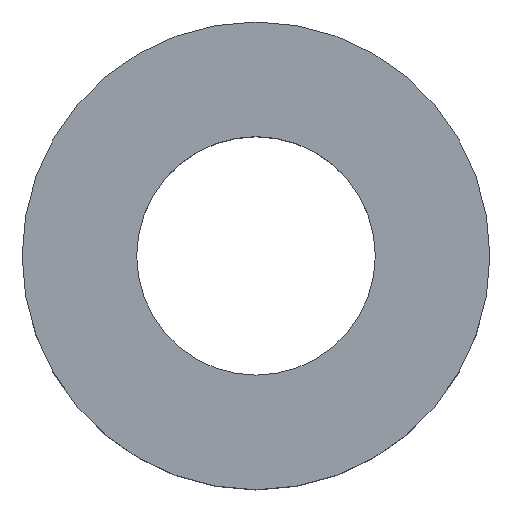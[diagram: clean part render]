
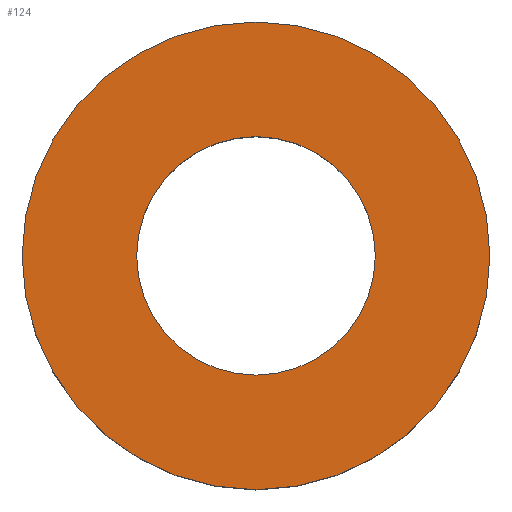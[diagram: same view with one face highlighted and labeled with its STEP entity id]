
A CAD part, top view. The second image highlights one B-rep face of the part: STEP entity #124.
In plain terms, the highlighted planar face has unit normal (0, 0, 1).
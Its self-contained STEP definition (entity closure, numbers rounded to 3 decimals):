
#2 = DIRECTION ( 'NONE',  ( 0., 0., 1. ) ) ;
#9 = CARTESIAN_POINT ( 'NONE',  ( 0., 0., 3.17 ) ) ;
#20 = VERTEX_POINT ( 'NONE', #248 ) ;
#21 = EDGE_LOOP ( 'NONE', ( #75, #173 ) ) ;
#34 = EDGE_CURVE ( 'NONE', #79, #38, #155, .T. ) ;
#37 = AXIS2_PLACEMENT_3D ( 'NONE', #9, #2, #121 ) ;
#38 = VERTEX_POINT ( 'NONE', #156 ) ;
#40 = ORIENTED_EDGE ( 'NONE', *, *, #133, .F. ) ;
#42 = CARTESIAN_POINT ( 'NONE',  ( 0., 0., 3.17 ) ) ;
#45 = PLANE ( 'NONE',  #37 ) ;
#49 = AXIS2_PLACEMENT_3D ( 'NONE', #96, #78, #57 ) ;
#57 = DIRECTION ( 'NONE',  ( 1., 0., 0. ) ) ;
#62 = DIRECTION ( 'NONE',  ( 1., 0., 0. ) ) ;
#75 = ORIENTED_EDGE ( 'NONE', *, *, #87, .T. ) ;
#78 = DIRECTION ( 'NONE',  ( 0., 0., 1. ) ) ;
#79 = VERTEX_POINT ( 'NONE', #196 ) ;
#87 = EDGE_CURVE ( 'NONE', #38, #79, #211, .T. ) ;
#96 = CARTESIAN_POINT ( 'NONE',  ( 0., 0., 3.17 ) ) ;
#104 = AXIS2_PLACEMENT_3D ( 'NONE', #157, #142, #62 ) ;
#115 = AXIS2_PLACEMENT_3D ( 'NONE', #42, #119, #195 ) ;
#119 = DIRECTION ( 'NONE',  ( 0., 0., 1. ) ) ;
#121 = DIRECTION ( 'NONE',  ( 1., 0., 0. ) ) ;
#124 = ADVANCED_FACE ( 'NONE', ( #238, #197 ), #45, .T. ) ;
#130 = CARTESIAN_POINT ( 'NONE',  ( 0., 0., 3.17 ) ) ;
#133 = EDGE_CURVE ( 'NONE', #214, #20, #205, .T. ) ;
#134 = AXIS2_PLACEMENT_3D ( 'NONE', #130, #198, #204 ) ;
#141 = CARTESIAN_POINT ( 'NONE',  ( 2.55, 0., 3.17 ) ) ;
#142 = DIRECTION ( 'NONE',  ( 0., 0., 1. ) ) ;
#147 = EDGE_CURVE ( 'NONE', #20, #214, #242, .T. ) ;
#155 = CIRCLE ( 'NONE', #49, 5. ) ;
#156 = CARTESIAN_POINT ( 'NONE',  ( -5., 0., 3.17 ) ) ;
#157 = CARTESIAN_POINT ( 'NONE',  ( 0., 0., 3.17 ) ) ;
#173 = ORIENTED_EDGE ( 'NONE', *, *, #34, .T. ) ;
#187 = ORIENTED_EDGE ( 'NONE', *, *, #147, .F. ) ;
#195 = DIRECTION ( 'NONE',  ( 1., 0., 0. ) ) ;
#196 = CARTESIAN_POINT ( 'NONE',  ( 5., 0., 3.17 ) ) ;
#197 = FACE_BOUND ( 'NONE', #232, .T. ) ;
#198 = DIRECTION ( 'NONE',  ( 0., 0., 1. ) ) ;
#204 = DIRECTION ( 'NONE',  ( 1., 0., 0. ) ) ;
#205 = CIRCLE ( 'NONE', #115, 2.55 ) ;
#211 = CIRCLE ( 'NONE', #104, 5. ) ;
#214 = VERTEX_POINT ( 'NONE', #141 ) ;
#232 = EDGE_LOOP ( 'NONE', ( #187, #40 ) ) ;
#238 = FACE_OUTER_BOUND ( 'NONE', #21, .T. ) ;
#242 = CIRCLE ( 'NONE', #134, 2.55 ) ;
#248 = CARTESIAN_POINT ( 'NONE',  ( -2.55, 0., 3.17 ) ) ;
